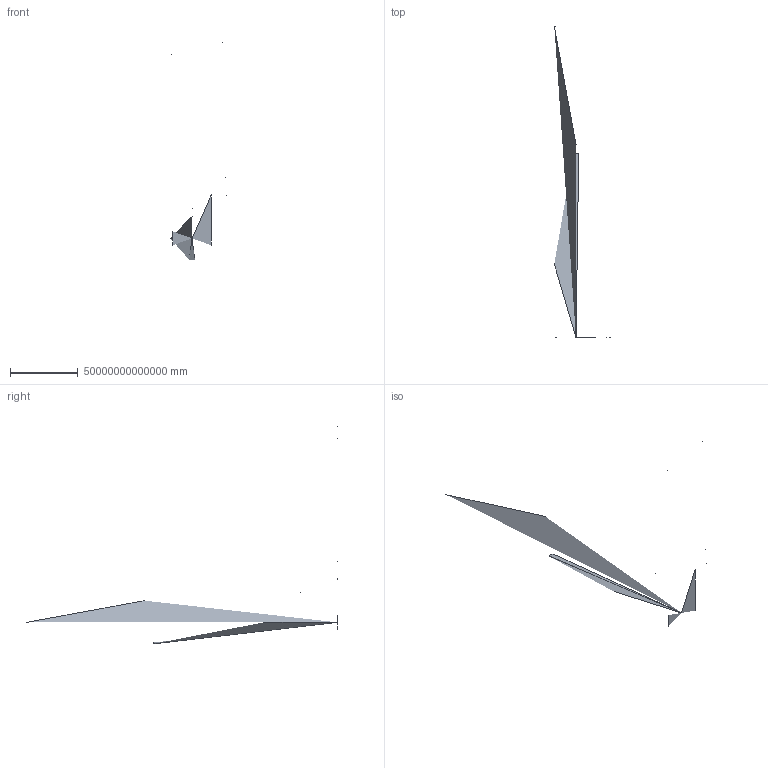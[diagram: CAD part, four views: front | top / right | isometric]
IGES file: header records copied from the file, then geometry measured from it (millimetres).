
Start section: C
Global section: file name: P035.igs; native system: By Siemens PLM Incorporated; preprocessor: XPlus GENERIC/IGES 18.0.17; author: Author; organization: Title; date: 20160524.093709; units: millimetre
Bounding box: 51000000000000 x 244861471841073.53 x 219998559275007 mm (x, y, z)
Volume: 28983743475113648 mm3; surface area: 100911.7 mm2
Topology: 3 solids, 24 shells, 55 faces, 91 edges, 71 vertices
Faces by surface type: bspline 55
